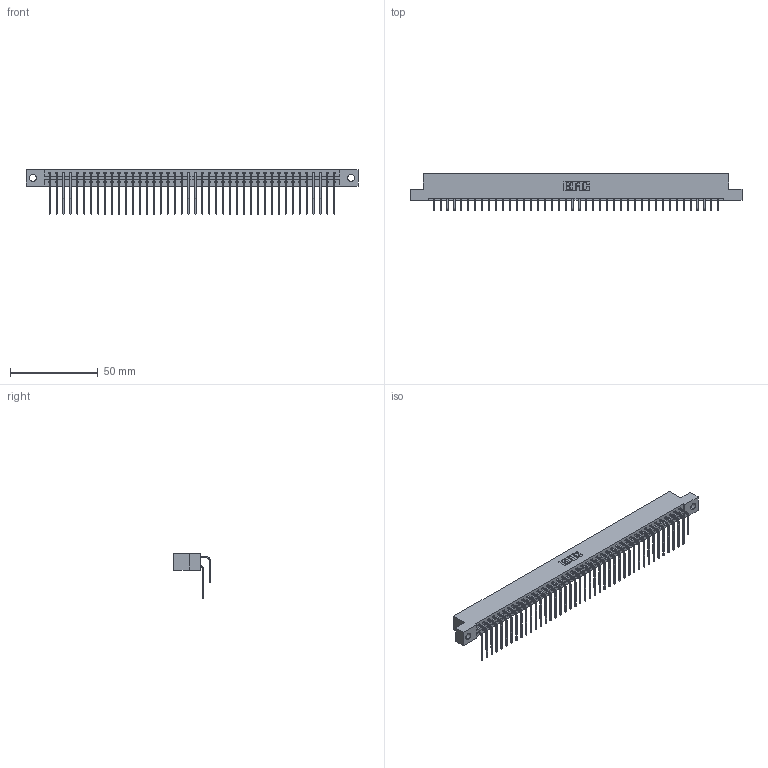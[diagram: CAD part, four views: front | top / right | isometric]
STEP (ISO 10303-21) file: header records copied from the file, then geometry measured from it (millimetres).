
FILE_DESCRIPTION (( 'STEP AP203' ), '1' );
FILE_NAME ('337-084-559-204.STEP', '2018-08-12T23:47:01', ( '' ), ( '' ), 'SwSTEP 2.0', 'SolidWorks 2016', '' );
FILE_SCHEMA (( 'CONFIG_CONTROL_DESIGN' ));
Length unit declared in the file: inch
Products named in the file (4): 337-084-559-204; 337 Part_Flush Mounting Lugs - 0.156 Dia-TH; 345-292-001_558 559 Tail - 1; 345-292-001_559 Tail - 2
Assembly tree (85 placements, depth 2):
  337-084-559-204
    337 Part_Flush Mounting Lugs - 0.156 Dia-TH
    345-292-001_558 559 Tail - 1  x42
    345-292-001_559 Tail - 2  x42
Bounding box: 189.43 x 20.9 x 25.53 mm (x, y, z)
Volume: 20360.7 mm3; surface area: 25248.3 mm2
Topology: 85 solids, 85 shells, 4818 faces, 14339 edges, 9446 vertices
Faces by surface type: plane 3430, cylinder 1388
Entity records: 34351 total; most frequent: CARTESIAN_POINT 5833, ORIENTED_EDGE 5718, DIRECTION 4943, EDGE_CURVE 2859, VECTOR 2691, LINE 2691, VERTEX_POINT 1902, AXIS2_PLACEMENT_3D 1126
